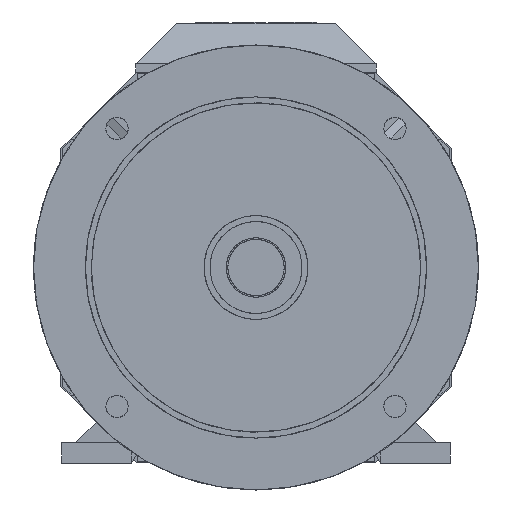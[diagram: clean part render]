
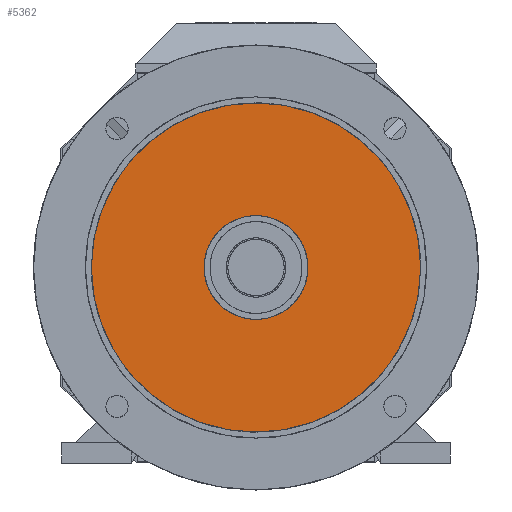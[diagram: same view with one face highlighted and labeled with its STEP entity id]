
A CAD part, front view. The second image highlights one B-rep face of the part: STEP entity #5362.
In plain terms, the highlighted planar face has unit normal (0, -1, 0).
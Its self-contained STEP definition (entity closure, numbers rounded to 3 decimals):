
#94=FACE_BOUND('',#6400,.T.);
#95=FACE_BOUND('',#6401,.T.);
#247=PLANE('',#18383);
#869=B_SPLINE_CURVE_WITH_KNOTS('',3,(#26792,#26793,#26794,#26795,#26796,
#26797,#26798,#26799,#26800,#26801,#26802,#26803,#26804,#26805,#26806,#26807,
#26808,#26809),.UNSPECIFIED.,.F.,.F.,(4,2,2,2,2,2,2,2,4),(0.,0.125,0.25,
0.375,0.5,0.625,0.75,0.875,1.),.UNSPECIFIED.);
#870=B_SPLINE_CURVE_WITH_KNOTS('',3,(#26812,#26813,#26814,#26815,#26816,
#26817,#26818,#26819,#26820,#26821,#26822,#26823,#26824,#26825,#26826,#26827,
#26828,#26829),.UNSPECIFIED.,.F.,.F.,(4,2,2,2,2,2,2,2,4),(0.,0.125,0.25,
0.375,0.5,0.625,0.75,0.875,1.),.UNSPECIFIED.);
#871=B_SPLINE_CURVE_WITH_KNOTS('',3,(#26830,#26831,#26832,#26833,#26834,
#26835,#26836,#26837,#26838,#26839,#26840,#26841,#26842,#26843,#26844,#26845,
#26846,#26847),.UNSPECIFIED.,.F.,.F.,(4,2,2,2,2,2,2,2,4),(0.,0.125,0.25,
0.375,0.5,0.625,0.75,0.875,1.),.UNSPECIFIED.);
#872=B_SPLINE_CURVE_WITH_KNOTS('',3,(#26850,#26851,#26852,#26853,#26854,
#26855,#26856,#26857,#26858,#26859,#26860,#26861,#26862,#26863,#26864,#26865,
#26866,#26867),.UNSPECIFIED.,.F.,.F.,(4,2,2,2,2,2,2,2,4),(0.,0.125,0.25,
0.375,0.5,0.625,0.75,0.875,1.),.UNSPECIFIED.);
#5362=ADVANCED_FACE('',(#94,#95),#247,.T.);
#6400=EDGE_LOOP('',(#8260,#8261));
#6401=EDGE_LOOP('',(#8262,#8263));
#8260=ORIENTED_EDGE('',*,*,#13220,.T.);
#8261=ORIENTED_EDGE('',*,*,#13221,.T.);
#8262=ORIENTED_EDGE('',*,*,#13222,.T.);
#8263=ORIENTED_EDGE('',*,*,#13223,.T.);
#10740=VERTEX_POINT('',#26810);
#10741=VERTEX_POINT('',#26811);
#10742=VERTEX_POINT('',#26848);
#10743=VERTEX_POINT('',#26849);
#13220=EDGE_CURVE('',#10740,#10741,#869,.T.);
#13221=EDGE_CURVE('',#10741,#10740,#870,.T.);
#13222=EDGE_CURVE('',#10742,#10743,#871,.T.);
#13223=EDGE_CURVE('',#10743,#10742,#872,.T.);
#18383=AXIS2_PLACEMENT_3D('',#26868,#20249,#20250);
#20249=DIRECTION('',(0.,-1.,0.));
#20250=DIRECTION('',(0.,0.,-1.));
#26792=CARTESIAN_POINT('',(35.,-275.5,0.));
#26793=CARTESIAN_POINT('',(35.,-275.5,-4.644));
#26794=CARTESIAN_POINT('',(34.111,-275.5,-9.107));
#26795=CARTESIAN_POINT('',(30.56,-275.5,-17.681));
#26796=CARTESIAN_POINT('',(28.03,-275.5,-21.468));
#26797=CARTESIAN_POINT('',(21.468,-275.5,-28.03));
#26798=CARTESIAN_POINT('',(17.681,-275.5,-30.56));
#26799=CARTESIAN_POINT('',(9.107,-275.5,-34.112));
#26800=CARTESIAN_POINT('',(4.64,-275.5,-35.));
#26801=CARTESIAN_POINT('',(-4.64,-275.5,-35.));
#26802=CARTESIAN_POINT('',(-9.107,-275.5,-34.111));
#26803=CARTESIAN_POINT('',(-17.681,-275.5,-30.56));
#26804=CARTESIAN_POINT('',(-21.468,-275.5,-28.03));
#26805=CARTESIAN_POINT('',(-28.03,-275.5,-21.468));
#26806=CARTESIAN_POINT('',(-30.56,-275.5,-17.681));
#26807=CARTESIAN_POINT('',(-34.112,-275.5,-9.107));
#26808=CARTESIAN_POINT('',(-35.,-275.5,-4.645));
#26809=CARTESIAN_POINT('',(-35.,-275.5,0.));
#26810=CARTESIAN_POINT('',(35.,-275.5,0.));
#26811=CARTESIAN_POINT('',(-35.,-275.5,0.));
#26812=CARTESIAN_POINT('',(-35.,-275.5,0.));
#26813=CARTESIAN_POINT('',(-35.,-275.5,4.644));
#26814=CARTESIAN_POINT('',(-34.111,-275.5,9.107));
#26815=CARTESIAN_POINT('',(-30.56,-275.5,17.681));
#26816=CARTESIAN_POINT('',(-28.03,-275.5,21.468));
#26817=CARTESIAN_POINT('',(-21.468,-275.5,28.03));
#26818=CARTESIAN_POINT('',(-17.681,-275.5,30.56));
#26819=CARTESIAN_POINT('',(-9.107,-275.5,34.112));
#26820=CARTESIAN_POINT('',(-4.64,-275.5,35.));
#26821=CARTESIAN_POINT('',(4.64,-275.5,35.));
#26822=CARTESIAN_POINT('',(9.107,-275.5,34.111));
#26823=CARTESIAN_POINT('',(17.681,-275.5,30.56));
#26824=CARTESIAN_POINT('',(21.468,-275.5,28.03));
#26825=CARTESIAN_POINT('',(28.03,-275.5,21.468));
#26826=CARTESIAN_POINT('',(30.56,-275.5,17.681));
#26827=CARTESIAN_POINT('',(34.112,-275.5,9.107));
#26828=CARTESIAN_POINT('',(35.,-275.5,4.645));
#26829=CARTESIAN_POINT('',(35.,-275.5,0.));
#26830=CARTESIAN_POINT('',(111.,-275.5,0.));
#26831=CARTESIAN_POINT('',(111.,-275.5,14.722));
#26832=CARTESIAN_POINT('',(108.183,-275.5,28.88));
#26833=CARTESIAN_POINT('',(96.918,-275.5,56.076));
#26834=CARTESIAN_POINT('',(88.896,-275.5,68.081));
#26835=CARTESIAN_POINT('',(68.081,-275.5,88.896));
#26836=CARTESIAN_POINT('',(56.076,-275.5,96.918));
#26837=CARTESIAN_POINT('',(28.88,-275.5,108.183));
#26838=CARTESIAN_POINT('',(14.718,-275.5,111.));
#26839=CARTESIAN_POINT('',(-14.718,-275.5,111.));
#26840=CARTESIAN_POINT('',(-28.88,-275.5,108.183));
#26841=CARTESIAN_POINT('',(-56.076,-275.5,96.918));
#26842=CARTESIAN_POINT('',(-68.081,-275.5,88.896));
#26843=CARTESIAN_POINT('',(-88.896,-275.5,68.081));
#26844=CARTESIAN_POINT('',(-96.918,-275.5,56.076));
#26845=CARTESIAN_POINT('',(-108.183,-275.5,28.879));
#26846=CARTESIAN_POINT('',(-111.,-275.5,14.723));
#26847=CARTESIAN_POINT('',(-111.,-275.5,0.));
#26848=CARTESIAN_POINT('',(111.,-275.5,0.));
#26849=CARTESIAN_POINT('',(-111.,-275.5,0.));
#26850=CARTESIAN_POINT('',(-111.,-275.5,0.));
#26851=CARTESIAN_POINT('',(-111.,-275.5,-14.722));
#26852=CARTESIAN_POINT('',(-108.183,-275.5,-28.88));
#26853=CARTESIAN_POINT('',(-96.918,-275.5,-56.076));
#26854=CARTESIAN_POINT('',(-88.896,-275.5,-68.081));
#26855=CARTESIAN_POINT('',(-68.081,-275.5,-88.896));
#26856=CARTESIAN_POINT('',(-56.076,-275.5,-96.918));
#26857=CARTESIAN_POINT('',(-28.88,-275.5,-108.183));
#26858=CARTESIAN_POINT('',(-14.718,-275.5,-111.));
#26859=CARTESIAN_POINT('',(14.718,-275.5,-111.));
#26860=CARTESIAN_POINT('',(28.88,-275.5,-108.183));
#26861=CARTESIAN_POINT('',(56.076,-275.5,-96.918));
#26862=CARTESIAN_POINT('',(68.081,-275.5,-88.896));
#26863=CARTESIAN_POINT('',(88.896,-275.5,-68.081));
#26864=CARTESIAN_POINT('',(96.918,-275.5,-56.076));
#26865=CARTESIAN_POINT('',(108.183,-275.5,-28.879));
#26866=CARTESIAN_POINT('',(111.,-275.5,-14.723));
#26867=CARTESIAN_POINT('',(111.,-275.5,0.));
#26868=CARTESIAN_POINT('',(-112.332,-275.5,112.332));
